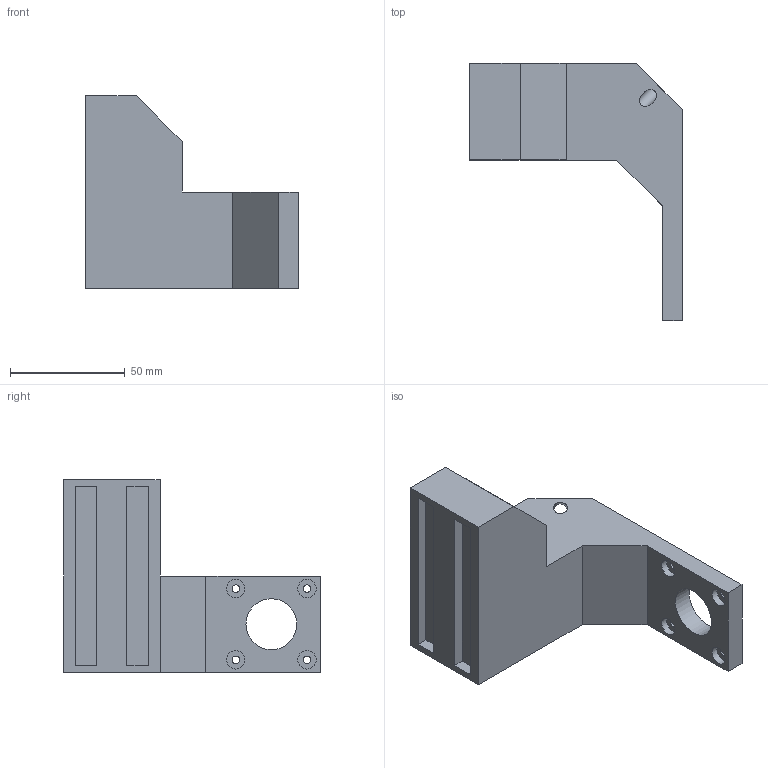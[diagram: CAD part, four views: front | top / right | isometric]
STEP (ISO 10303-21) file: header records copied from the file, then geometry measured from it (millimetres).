
FILE_DESCRIPTION(/* description */ (''),/* implementation_level */ '2;1');
FILE_NAME(/* name */ 'z-motor-arm v6.step',/* time_stamp */ '2025-06-10T20:41:02+02:00',/* author */ (''),/* organization */ (''),/* preprocessor_version */ 'ST-DEVELOPER v20.1',/* originating_system */ 'Autodesk Translation Framework v14.10.0.0',/* authorisation */ '');
FILE_SCHEMA (('AUTOMOTIVE_DESIGN { 1 0 10303 214 3 1 1 }'));
Length unit declared in the file: millimetre
Products named in the file (1): z-motor-arm
Bounding box: 92.6 x 111.85 x 84 mm (x, y, z)
Volume: 242744.3 mm3; surface area: 33413 mm2
Topology: 1 solids, 1 shells, 37 faces, 87 edges, 58 vertices
Faces by surface type: plane 27, cylinder 10
Full cylindrical faces by diameter (mm): 3.3 x4, 6 x1, 8 x4, 22.2 x1
Entity records: 1107 total; most frequent: DIRECTION 183, CARTESIAN_POINT 183, ORIENTED_EDGE 174, EDGE_CURVE 87, LINE 67, VECTOR 67, VERTEX_POINT 58, AXIS2_PLACEMENT_3D 58
